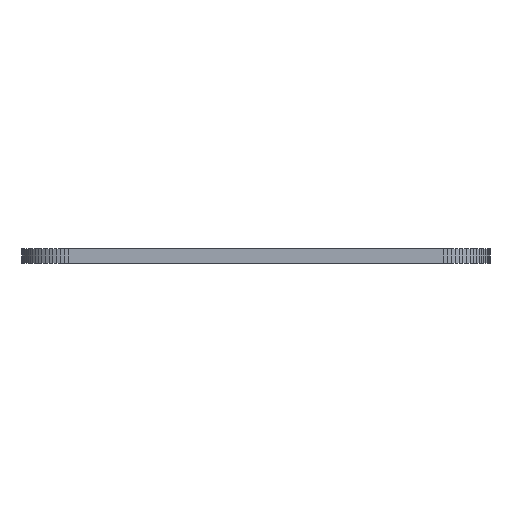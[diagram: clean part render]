
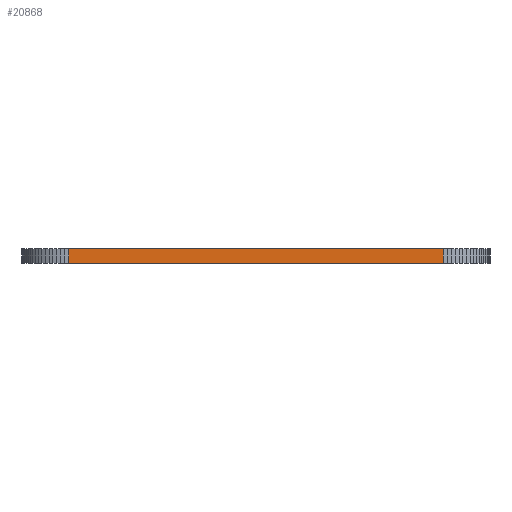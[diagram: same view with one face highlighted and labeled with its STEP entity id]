
A CAD part, front view. The second image highlights one B-rep face of the part: STEP entity #20868.
In plain terms, the highlighted planar face has unit normal (0, -1, 0).
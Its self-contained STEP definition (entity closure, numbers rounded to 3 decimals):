
#90 = PLANE('',#91);
#91 = AXIS2_PLACEMENT_3D('',#92,#93,#94);
#92 = CARTESIAN_POINT('',(60.325,-140.335,1.58));
#93 = DIRECTION('',(-0.,-0.,-1.));
#94 = DIRECTION('',(-1.,0.,0.));
#144 = PLANE('',#145);
#145 = AXIS2_PLACEMENT_3D('',#146,#147,#148);
#146 = CARTESIAN_POINT('',(60.325,-140.335,0.));
#147 = DIRECTION('',(-0.,-0.,-1.));
#148 = DIRECTION('',(-1.,0.,0.));
#1233 = VERTEX_POINT('',#1234);
#1234 = CARTESIAN_POINT('',(80.645,-260.35,0.));
#1248 = PLANE('',#1249);
#1249 = AXIS2_PLACEMENT_3D('',#1250,#1251,#1252);
#1250 = CARTESIAN_POINT('',(81.088,-260.331,0.));
#1251 = DIRECTION('',(0.044,-0.999,0.));
#1252 = DIRECTION('',(-0.999,-0.044,0.));
#1260 = EDGE_CURVE('',#1233,#1261,#1263,.T.);
#1261 = VERTEX_POINT('',#1262);
#1262 = CARTESIAN_POINT('',(40.005,-260.35,0.));
#1263 = SURFACE_CURVE('',#1264,(#1268,#1275),.PCURVE_S1.);
#1264 = LINE('',#1265,#1266);
#1265 = CARTESIAN_POINT('',(80.645,-260.35,0.));
#1266 = VECTOR('',#1267,1.);
#1267 = DIRECTION('',(-1.,0.,0.));
#1268 = PCURVE('',#144,#1269);
#1269 = DEFINITIONAL_REPRESENTATION('',(#1270),#1274);
#1270 = LINE('',#1271,#1272);
#1271 = CARTESIAN_POINT('',(-20.32,-120.015));
#1272 = VECTOR('',#1273,1.);
#1273 = DIRECTION('',(1.,0.));
#1274 = ( GEOMETRIC_REPRESENTATION_CONTEXT(2) 
PARAMETRIC_REPRESENTATION_CONTEXT() REPRESENTATION_CONTEXT('2D SPACE',''
  ) );
#1275 = PCURVE('',#1276,#1281);
#1276 = PLANE('',#1277);
#1277 = AXIS2_PLACEMENT_3D('',#1278,#1279,#1280);
#1278 = CARTESIAN_POINT('',(80.645,-260.35,0.));
#1279 = DIRECTION('',(0.,-1.,0.));
#1280 = DIRECTION('',(-1.,0.,0.));
#1281 = DEFINITIONAL_REPRESENTATION('',(#1282),#1286);
#1282 = LINE('',#1283,#1284);
#1283 = CARTESIAN_POINT('',(0.,-0.));
#1284 = VECTOR('',#1285,1.);
#1285 = DIRECTION('',(1.,0.));
#1286 = ( GEOMETRIC_REPRESENTATION_CONTEXT(2) 
PARAMETRIC_REPRESENTATION_CONTEXT() REPRESENTATION_CONTEXT('2D SPACE',''
  ) );
#1304 = PLANE('',#1305);
#1305 = AXIS2_PLACEMENT_3D('',#1306,#1307,#1308);
#1306 = CARTESIAN_POINT('',(40.005,-260.35,0.));
#1307 = DIRECTION('',(-0.044,-0.999,0.));
#1308 = DIRECTION('',(-0.999,0.044,0.));
#11332 = VERTEX_POINT('',#11333);
#11333 = CARTESIAN_POINT('',(80.645,-260.35,1.58));
#11354 = EDGE_CURVE('',#11332,#11355,#11357,.T.);
#11355 = VERTEX_POINT('',#11356);
#11356 = CARTESIAN_POINT('',(40.005,-260.35,1.58));
#11357 = SURFACE_CURVE('',#11358,(#11362,#11369),.PCURVE_S1.);
#11358 = LINE('',#11359,#11360);
#11359 = CARTESIAN_POINT('',(80.645,-260.35,1.58));
#11360 = VECTOR('',#11361,1.);
#11361 = DIRECTION('',(-1.,0.,0.));
#11362 = PCURVE('',#90,#11363);
#11363 = DEFINITIONAL_REPRESENTATION('',(#11364),#11368);
#11364 = LINE('',#11365,#11366);
#11365 = CARTESIAN_POINT('',(-20.32,-120.015));
#11366 = VECTOR('',#11367,1.);
#11367 = DIRECTION('',(1.,0.));
#11368 = ( GEOMETRIC_REPRESENTATION_CONTEXT(2) 
PARAMETRIC_REPRESENTATION_CONTEXT() REPRESENTATION_CONTEXT('2D SPACE',''
  ) );
#11369 = PCURVE('',#1276,#11370);
#11370 = DEFINITIONAL_REPRESENTATION('',(#11371),#11375);
#11371 = LINE('',#11372,#11373);
#11372 = CARTESIAN_POINT('',(0.,-1.58));
#11373 = VECTOR('',#11374,1.);
#11374 = DIRECTION('',(1.,0.));
#11375 = ( GEOMETRIC_REPRESENTATION_CONTEXT(2) 
PARAMETRIC_REPRESENTATION_CONTEXT() REPRESENTATION_CONTEXT('2D SPACE',''
  ) );
#20820 = EDGE_CURVE('',#1233,#11332,#20821,.T.);
#20821 = SURFACE_CURVE('',#20822,(#20826,#20833),.PCURVE_S1.);
#20822 = LINE('',#20823,#20824);
#20823 = CARTESIAN_POINT('',(80.645,-260.35,0.));
#20824 = VECTOR('',#20825,1.);
#20825 = DIRECTION('',(0.,0.,1.));
#20826 = PCURVE('',#1248,#20827);
#20827 = DEFINITIONAL_REPRESENTATION('',(#20828),#20832);
#20828 = LINE('',#20829,#20830);
#20829 = CARTESIAN_POINT('',(0.443,0.));
#20830 = VECTOR('',#20831,1.);
#20831 = DIRECTION('',(0.,-1.));
#20832 = ( GEOMETRIC_REPRESENTATION_CONTEXT(2) 
PARAMETRIC_REPRESENTATION_CONTEXT() REPRESENTATION_CONTEXT('2D SPACE',''
  ) );
#20833 = PCURVE('',#1276,#20834);
#20834 = DEFINITIONAL_REPRESENTATION('',(#20835),#20839);
#20835 = LINE('',#20836,#20837);
#20836 = CARTESIAN_POINT('',(0.,-0.));
#20837 = VECTOR('',#20838,1.);
#20838 = DIRECTION('',(0.,-1.));
#20839 = ( GEOMETRIC_REPRESENTATION_CONTEXT(2) 
PARAMETRIC_REPRESENTATION_CONTEXT() REPRESENTATION_CONTEXT('2D SPACE',''
  ) );
#20868 = ADVANCED_FACE('',(#20869),#1276,.T.);
#20869 = FACE_BOUND('',#20870,.T.);
#20870 = EDGE_LOOP('',(#20871,#20872,#20873,#20894));
#20871 = ORIENTED_EDGE('',*,*,#20820,.T.);
#20872 = ORIENTED_EDGE('',*,*,#11354,.T.);
#20873 = ORIENTED_EDGE('',*,*,#20874,.F.);
#20874 = EDGE_CURVE('',#1261,#11355,#20875,.T.);
#20875 = SURFACE_CURVE('',#20876,(#20880,#20887),.PCURVE_S1.);
#20876 = LINE('',#20877,#20878);
#20877 = CARTESIAN_POINT('',(40.005,-260.35,0.));
#20878 = VECTOR('',#20879,1.);
#20879 = DIRECTION('',(0.,0.,1.));
#20880 = PCURVE('',#1276,#20881);
#20881 = DEFINITIONAL_REPRESENTATION('',(#20882),#20886);
#20882 = LINE('',#20883,#20884);
#20883 = CARTESIAN_POINT('',(40.64,0.));
#20884 = VECTOR('',#20885,1.);
#20885 = DIRECTION('',(0.,-1.));
#20886 = ( GEOMETRIC_REPRESENTATION_CONTEXT(2) 
PARAMETRIC_REPRESENTATION_CONTEXT() REPRESENTATION_CONTEXT('2D SPACE',''
  ) );
#20887 = PCURVE('',#1304,#20888);
#20888 = DEFINITIONAL_REPRESENTATION('',(#20889),#20893);
#20889 = LINE('',#20890,#20891);
#20890 = CARTESIAN_POINT('',(0.,0.));
#20891 = VECTOR('',#20892,1.);
#20892 = DIRECTION('',(0.,-1.));
#20893 = ( GEOMETRIC_REPRESENTATION_CONTEXT(2) 
PARAMETRIC_REPRESENTATION_CONTEXT() REPRESENTATION_CONTEXT('2D SPACE',''
  ) );
#20894 = ORIENTED_EDGE('',*,*,#1260,.F.);
